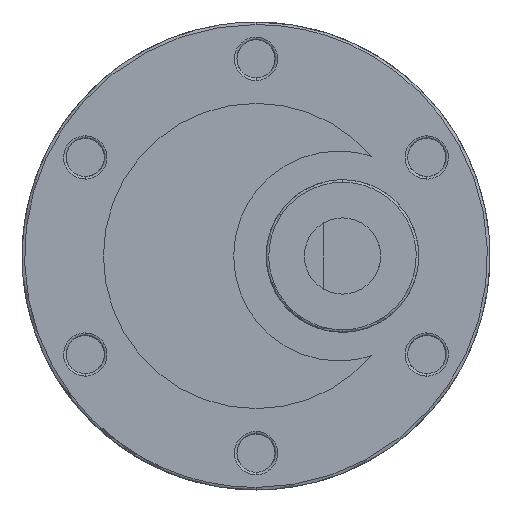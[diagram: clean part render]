
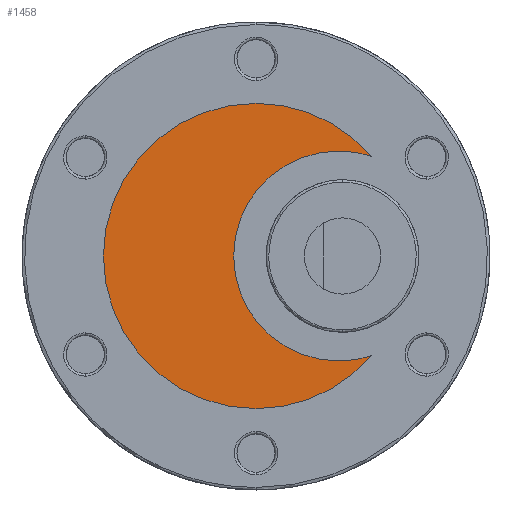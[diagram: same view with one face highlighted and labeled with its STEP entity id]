
A CAD part, left-side view. The second image highlights one B-rep face of the part: STEP entity #1458.
In plain terms, the highlighted planar face has unit normal (-1, 0, 0).
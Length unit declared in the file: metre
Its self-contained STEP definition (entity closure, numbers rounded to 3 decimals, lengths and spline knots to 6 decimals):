
#134=CIRCLE('',#1745,0.012);
#135=CIRCLE('',#1746,0.012);
#136=CIRCLE('',#1747,0.012);
#137=CIRCLE('',#1749,0.00825);
#138=CIRCLE('',#1750,0.00825);
#139=CIRCLE('',#1751,0.00825);
#199=PLANE('',#1787);
#511=ORIENTED_EDGE('',*,*,#756,.F.);
#512=ORIENTED_EDGE('',*,*,#755,.F.);
#513=ORIENTED_EDGE('',*,*,#760,.T.);
#514=ORIENTED_EDGE('',*,*,#759,.T.);
#515=ORIENTED_EDGE('',*,*,#758,.T.);
#516=ORIENTED_EDGE('',*,*,#757,.F.);
#755=EDGE_CURVE('',#944,#945,#134,.F.);
#756=EDGE_CURVE('',#945,#946,#135,.F.);
#757=EDGE_CURVE('',#946,#943,#136,.F.);
#758=EDGE_CURVE('',#947,#943,#137,.F.);
#759=EDGE_CURVE('',#948,#947,#138,.F.);
#760=EDGE_CURVE('',#944,#948,#139,.F.);
#943=VERTEX_POINT('',#3103);
#944=VERTEX_POINT('',#3105);
#945=VERTEX_POINT('',#3107);
#946=VERTEX_POINT('',#3109);
#947=VERTEX_POINT('',#3113);
#948=VERTEX_POINT('',#3115);
#1218=EDGE_LOOP('',(#511,#512,#513,#514,#515,#516));
#1336=FACE_BOUND('',#1218,.T.);
#1458=ADVANCED_FACE('',(#1336),#199,.T.);
#1745=AXIS2_PLACEMENT_3D('',#3106,#1952,#1953);
#1746=AXIS2_PLACEMENT_3D('',#3108,#1954,#1955);
#1747=AXIS2_PLACEMENT_3D('',#3110,#1956,#1957);
#1749=AXIS2_PLACEMENT_3D('',#3112,#1960,#1961);
#1750=AXIS2_PLACEMENT_3D('',#3114,#1962,#1963);
#1751=AXIS2_PLACEMENT_3D('',#3116,#1964,#1965);
#1787=AXIS2_PLACEMENT_3D('',#3464,#2036,#2037);
#1952=DIRECTION('',(-1.,0.,0.));
#1953=DIRECTION('',(0.,0.,1.));
#1954=DIRECTION('',(-1.,0.,0.));
#1955=DIRECTION('',(0.,0.,1.));
#1956=DIRECTION('',(-1.,0.,0.));
#1957=DIRECTION('',(0.,0.,1.));
#1960=DIRECTION('',(-1.,0.,0.));
#1961=DIRECTION('',(0.,0.,1.));
#1962=DIRECTION('',(-1.,0.,0.));
#1963=DIRECTION('',(0.,0.,1.));
#1964=DIRECTION('',(-1.,0.,0.));
#1965=DIRECTION('',(0.,0.,1.));
#2036=DIRECTION('',(-1.,0.,0.));
#2037=DIRECTION('',(0.,0.,1.));
#3103=CARTESIAN_POINT('',(0.0003,-0.009093,0.00783));
#3105=CARTESIAN_POINT('',(0.0003,-0.009093,-0.00783));
#3106=CARTESIAN_POINT('',(0.0003,0.,0.));
#3107=CARTESIAN_POINT('',(0.0003,0.,-0.012));
#3108=CARTESIAN_POINT('',(0.0003,0.,0.));
#3109=CARTESIAN_POINT('',(0.0003,0.,0.012));
#3110=CARTESIAN_POINT('',(0.0003,0.,0.));
#3112=CARTESIAN_POINT('',(0.0003,-0.006495,0.));
#3113=CARTESIAN_POINT('',(0.0003,-0.006495,0.00825));
#3114=CARTESIAN_POINT('',(0.0003,-0.006495,0.));
#3115=CARTESIAN_POINT('',(0.0003,-0.006495,-0.00825));
#3116=CARTESIAN_POINT('',(0.0003,-0.006495,0.));
#3464=CARTESIAN_POINT('',(0.0003,-0.00922,-0.012144));
